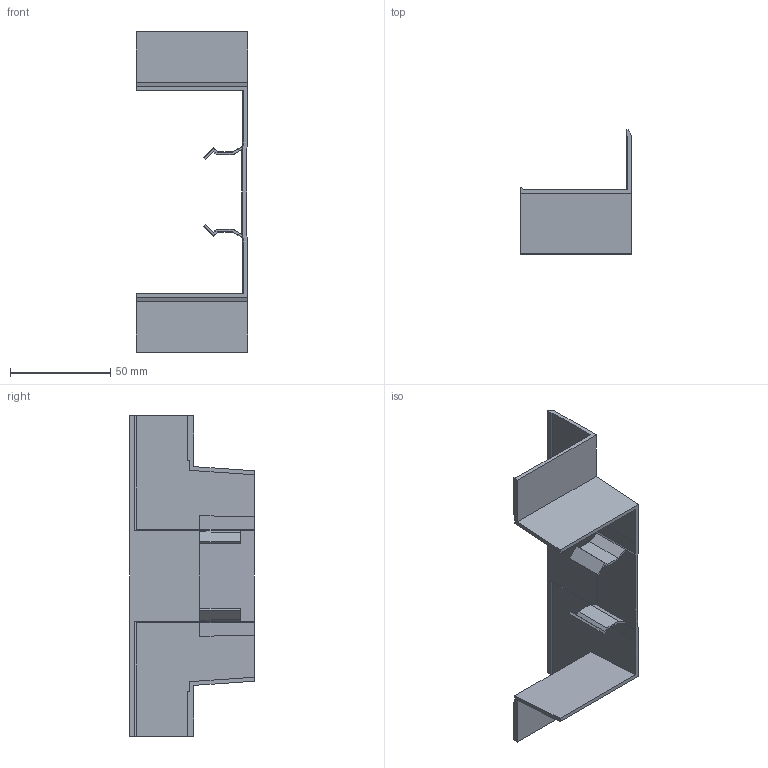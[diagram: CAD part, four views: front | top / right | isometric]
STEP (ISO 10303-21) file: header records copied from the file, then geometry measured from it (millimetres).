
FILE_DESCRIPTION (( 'STEP AP214' ), '1' );
FILE_NAME ('6113103.STEP', '2025-02-13T14:32:13', ( '' ), ( '' ), 'SwSTEP 2.0', 'SolidWorks 2024', '' );
FILE_SCHEMA (( 'AUTOMOTIVE_DESIGN' ));
Length unit declared in the file: millimetre
Products named in the file (1): 6113103
Bounding box: 55.5 x 61.96 x 160 mm (x, y, z)
Volume: 30242.1 mm3; surface area: 32137 mm2
Topology: 1 solids, 1 shells, 61 faces, 177 edges, 118 vertices
Faces by surface type: plane 61
Entity records: 1994 total; most frequent: CARTESIAN_POINT 357, ORIENTED_EDGE 354, DIRECTION 301, VECTOR 177, EDGE_CURVE 177, LINE 177, VERTEX_POINT 118, AXIS2_PLACEMENT_3D 62
